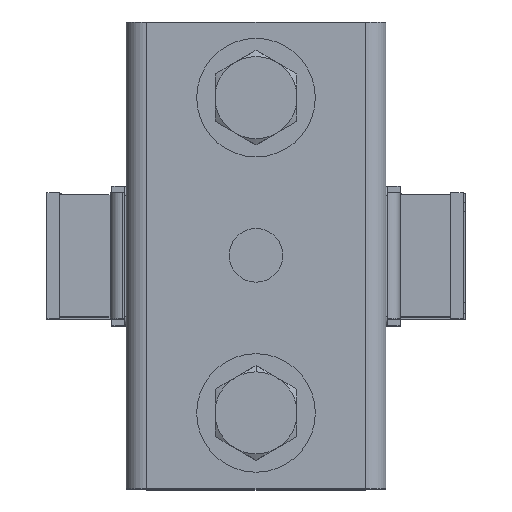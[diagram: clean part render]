
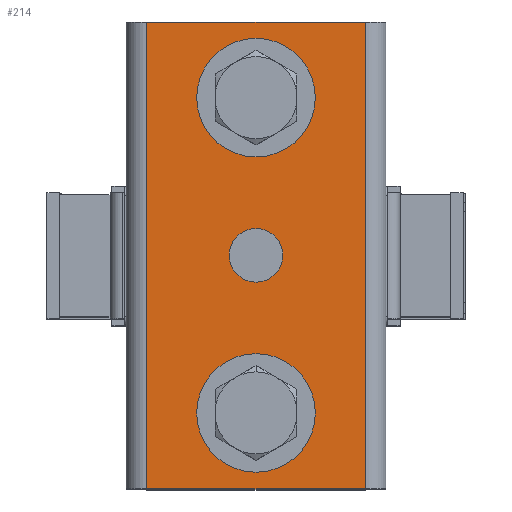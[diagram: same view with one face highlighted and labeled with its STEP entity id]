
A CAD part, top view. The second image highlights one B-rep face of the part: STEP entity #214.
In plain terms, the highlighted planar face has unit normal (0, 0, 1).
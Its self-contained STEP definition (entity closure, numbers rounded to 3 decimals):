
#214=ADVANCED_FACE('',(#668,#669,#670,#671),#672,.F.);
#668=FACE_OUTER_BOUND('',#1606,.T.);
#669=FACE_BOUND('',#1607,.T.);
#670=FACE_BOUND('',#1608,.T.);
#671=FACE_BOUND('',#1609,.T.);
#672=PLANE('',#1610);
#1606=EDGE_LOOP('',(#2559,#2560,#2561,#2562));
#1607=EDGE_LOOP('',(#2563,#2564));
#1608=EDGE_LOOP('',(#2565,#2566));
#1609=EDGE_LOOP('',(#2567,#2568));
#1610=AXIS2_PLACEMENT_3D('',#2569,#2570,#2571);
#2559=ORIENTED_EDGE('',*,*,#6192,.F.);
#2560=ORIENTED_EDGE('',*,*,#6193,.F.);
#2561=ORIENTED_EDGE('',*,*,#6194,.F.);
#2562=ORIENTED_EDGE('',*,*,#6195,.F.);
#2563=ORIENTED_EDGE('',*,*,#6196,.F.);
#2564=ORIENTED_EDGE('',*,*,#6182,.F.);
#2565=ORIENTED_EDGE('',*,*,#6197,.F.);
#2566=ORIENTED_EDGE('',*,*,#6186,.F.);
#2567=ORIENTED_EDGE('',*,*,#6198,.F.);
#2568=ORIENTED_EDGE('',*,*,#6190,.F.);
#2569=CARTESIAN_POINT('',(7.152,38.484,18.588));
#2570=DIRECTION('',(0.,0.,-1.0));
#2571=DIRECTION('',(-1.0,0.0,0.));
#6182=EDGE_CURVE('',#7329,#7331,#7332,.T.);
#6186=EDGE_CURVE('',#7337,#7339,#7340,.T.);
#6190=EDGE_CURVE('',#7345,#7347,#7348,.T.);
#6192=EDGE_CURVE('',#7350,#7351,#7352,.T.);
#6193=EDGE_CURVE('',#7353,#7350,#7354,.T.);
#6194=EDGE_CURVE('',#7355,#7353,#7356,.T.);
#6195=EDGE_CURVE('',#7351,#7355,#7357,.T.);
#6196=EDGE_CURVE('',#7331,#7329,#7358,.T.);
#6197=EDGE_CURVE('',#7339,#7337,#7359,.T.);
#6198=EDGE_CURVE('',#7347,#7345,#7360,.T.);
#7329=VERTEX_POINT('',#9217);
#7331=VERTEX_POINT('',#9220);
#7332=CIRCLE('',#9221,4.25);
#7337=VERTEX_POINT('',#9227);
#7339=VERTEX_POINT('',#9230);
#7340=CIRCLE('',#9231,4.25);
#7345=VERTEX_POINT('',#9237);
#7347=VERTEX_POINT('',#9240);
#7348=CIRCLE('',#9241,4.25);
#7350=VERTEX_POINT('',#9244);
#7351=VERTEX_POINT('',#9245);
#7352=LINE('',#9246,#9247);
#7353=VERTEX_POINT('',#9248);
#7354=LINE('',#9249,#9250);
#7355=VERTEX_POINT('',#9251);
#7356=LINE('',#9252,#9253);
#7357=LINE('',#9254,#9255);
#7358=CIRCLE('',#9256,4.25);
#7359=CIRCLE('',#9257,4.25);
#7360=CIRCLE('',#9258,4.25);
#9217=CARTESIAN_POINT('',(-13.448,5.734,18.588));
#9220=CARTESIAN_POINT('',(-13.448,-2.766,18.588));
#9221=AXIS2_PLACEMENT_3D('',#12237,#12238,#12239);
#9227=CARTESIAN_POINT('',(-13.448,-19.266,18.588));
#9230=CARTESIAN_POINT('',(-13.448,-27.766,18.588));
#9231=AXIS2_PLACEMENT_3D('',#12245,#12246,#12247);
#9237=CARTESIAN_POINT('',(-13.448,30.734,18.588));
#9240=CARTESIAN_POINT('',(-13.448,22.234,18.588));
#9241=AXIS2_PLACEMENT_3D('',#12253,#12254,#12255);
#9244=CARTESIAN_POINT('',(-30.748,38.484,18.588));
#9245=CARTESIAN_POINT('',(3.852,38.484,18.588));
#9246=CARTESIAN_POINT('',(7.152,38.484,18.588));
#9247=VECTOR('',#12257,1000.0);
#9248=CARTESIAN_POINT('',(-30.748,-35.516,18.588));
#9249=CARTESIAN_POINT('',(-30.748,38.484,18.588));
#9250=VECTOR('',#12258,1000.0);
#9251=CARTESIAN_POINT('',(3.852,-35.516,18.588));
#9252=CARTESIAN_POINT('',(7.152,-35.516,18.588));
#9253=VECTOR('',#12259,1000.0);
#9254=CARTESIAN_POINT('',(3.852,38.484,18.588));
#9255=VECTOR('',#12260,1000.0);
#9256=AXIS2_PLACEMENT_3D('',#12261,#12262,#12263);
#9257=AXIS2_PLACEMENT_3D('',#12264,#12265,#12266);
#9258=AXIS2_PLACEMENT_3D('',#12267,#12268,#12269);
#12237=CARTESIAN_POINT('',(-13.448,1.484,18.588));
#12238=DIRECTION('',(0.,0.0,1.0));
#12239=DIRECTION('',(0.0,-1.0,0.0));
#12245=CARTESIAN_POINT('',(-13.448,-23.516,18.588));
#12246=DIRECTION('',(-0.0,0.0,1.0));
#12247=DIRECTION('',(0.0,-1.0,0.0));
#12253=CARTESIAN_POINT('',(-13.448,26.484,18.588));
#12254=DIRECTION('',(-0.0,0.0,1.0));
#12255=DIRECTION('',(0.0,-1.0,0.0));
#12257=DIRECTION('',(1.0,0.,0.));
#12258=DIRECTION('',(0.0,1.0,0.));
#12259=DIRECTION('',(-1.0,0.,0.));
#12260=DIRECTION('',(-0.0,-1.0,0.));
#12261=CARTESIAN_POINT('',(-13.448,1.484,18.588));
#12262=DIRECTION('',(0.,0.0,1.0));
#12263=DIRECTION('',(0.0,-1.0,0.0));
#12264=CARTESIAN_POINT('',(-13.448,-23.516,18.588));
#12265=DIRECTION('',(-0.0,0.0,1.0));
#12266=DIRECTION('',(0.0,-1.0,0.0));
#12267=CARTESIAN_POINT('',(-13.448,26.484,18.588));
#12268=DIRECTION('',(-0.0,0.0,1.0));
#12269=DIRECTION('',(0.0,-1.0,0.0));
